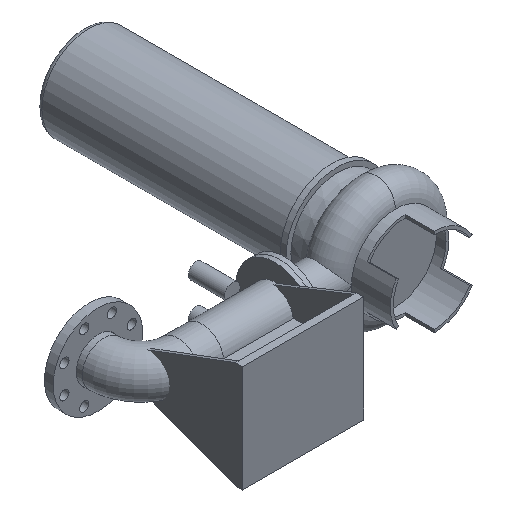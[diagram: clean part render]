
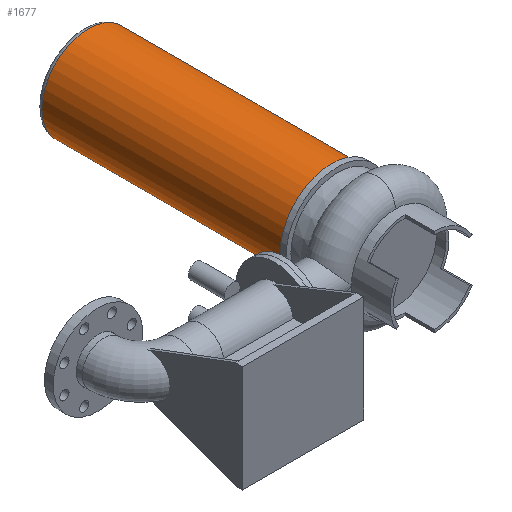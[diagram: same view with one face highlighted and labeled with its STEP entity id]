
A CAD part, isometric view. The second image highlights one B-rep face of the part: STEP entity #1677.
In plain terms, the highlighted cylindrical face has radius 95.842 mm (diameter 191.685 mm), a full revolution.
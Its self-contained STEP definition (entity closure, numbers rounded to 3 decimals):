
#154=LINE('',#2933,#283);
#283=VECTOR('',#2320,95.842);
#339=CYLINDRICAL_SURFACE('',#1868,95.842);
#455=FACE_OUTER_BOUND('',#586,.T.);
#586=EDGE_LOOP('',(#1428,#1429,#1430,#1431,#1432));
#675=CIRCLE('',#1863,95.842);
#676=CIRCLE('',#1864,95.842);
#679=CIRCLE('',#1869,95.842);
#816=VERTEX_POINT('',#2922);
#817=VERTEX_POINT('',#2923);
#819=VERTEX_POINT('',#2931);
#1025=EDGE_CURVE('',#816,#817,#675,.T.);
#1026=EDGE_CURVE('',#817,#816,#676,.T.);
#1029=EDGE_CURVE('',#819,#819,#679,.T.);
#1030=EDGE_CURVE('',#819,#817,#154,.T.);
#1428=ORIENTED_EDGE('',*,*,#1029,.F.);
#1429=ORIENTED_EDGE('',*,*,#1030,.T.);
#1430=ORIENTED_EDGE('',*,*,#1025,.F.);
#1431=ORIENTED_EDGE('',*,*,#1026,.F.);
#1432=ORIENTED_EDGE('',*,*,#1030,.F.);
#1677=ADVANCED_FACE('',(#455),#339,.T.);
#1863=AXIS2_PLACEMENT_3D('',#2924,#2306,#2307);
#1864=AXIS2_PLACEMENT_3D('',#2925,#2308,#2309);
#1868=AXIS2_PLACEMENT_3D('',#2930,#2316,#2317);
#1869=AXIS2_PLACEMENT_3D('',#2932,#2318,#2319);
#2306=DIRECTION('center_axis',(0.,1.,0.));
#2307=DIRECTION('ref_axis',(-1.,0.,0.));
#2308=DIRECTION('center_axis',(0.,1.,0.));
#2309=DIRECTION('ref_axis',(-1.,0.,0.));
#2316=DIRECTION('center_axis',(0.,-1.,0.));
#2317=DIRECTION('ref_axis',(1.,0.,0.));
#2318=DIRECTION('center_axis',(0.,-1.,0.));
#2319=DIRECTION('ref_axis',(1.,0.,0.));
#2320=DIRECTION('',(0.,1.,0.));
#2922=CARTESIAN_POINT('',(408.8,593.2,95.842));
#2923=CARTESIAN_POINT('',(312.958,593.2,0.));
#2924=CARTESIAN_POINT('Origin',(408.8,593.2,0.));
#2925=CARTESIAN_POINT('Origin',(408.8,593.2,0.));
#2930=CARTESIAN_POINT('Origin',(408.8,347.402,0.));
#2931=CARTESIAN_POINT('',(312.958,91.605,0.));
#2932=CARTESIAN_POINT('Origin',(408.8,91.605,0.));
#2933=CARTESIAN_POINT('',(312.958,347.402,0.));
